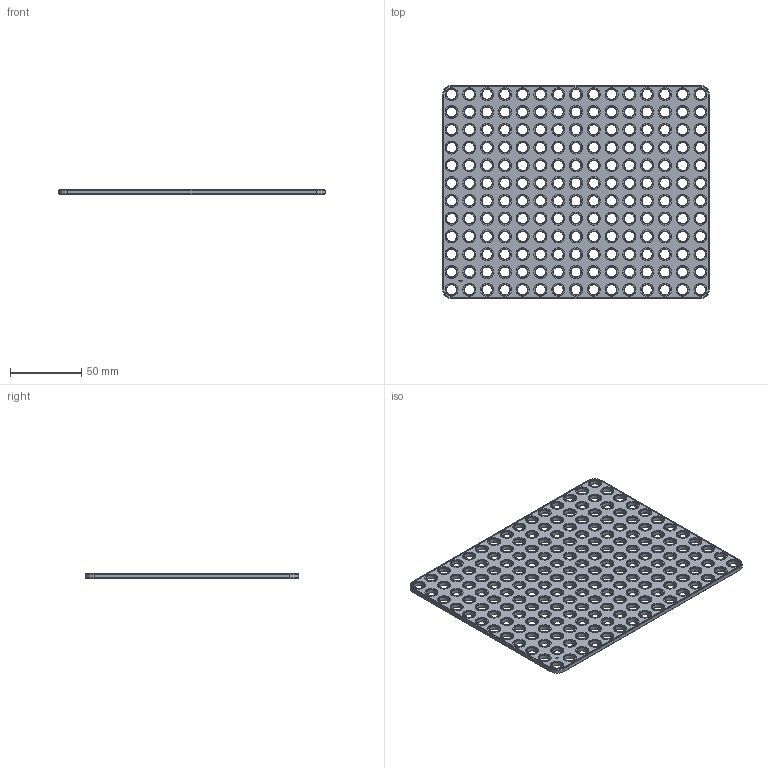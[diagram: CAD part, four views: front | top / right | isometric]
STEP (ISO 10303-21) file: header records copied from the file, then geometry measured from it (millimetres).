
FILE_DESCRIPTION(('FreeCAD Model'),'2;1');
FILE_NAME('Open CASCADE Shape Model','2024-10-08T19:27:22',(''),(''), 'Open CASCADE STEP processor 7.7','FreeCAD','Unknown');
FILE_SCHEMA(('AUTOMOTIVE_DESIGN { 1 0 10303 214 1 1 1 1 }'));
Length unit declared in the file: millimetre
Products named in the file (1): Plate RCT CRNR BU15x12x00.25 - SPN-PLT-0173 (stemfie.org)
Bounding box: 187.5 x 150 x 3.12 mm (x, y, z)
Volume: 62592.8 mm3; surface area: 56364.9 mm2
Topology: 1 solids, 1 shells, 1374 faces, 3107 edges, 1946 vertices
Faces by surface type: plane 512, cylinder 368, cone 368, extrusion 126
Full cylindrical faces by diameter (mm): 7 x180, 9.2 x180
Entity records: 39428 total; most frequent: CARTESIAN_POINT 7451, DIRECTION 6583, ORIENTED_EDGE 6214, EDGE_CURVE 3107, AXIS2_PLACEMENT_3D 2353, VERTEX_POINT 1946, FACE_BOUND 1945, EDGE_LOOP 1945
